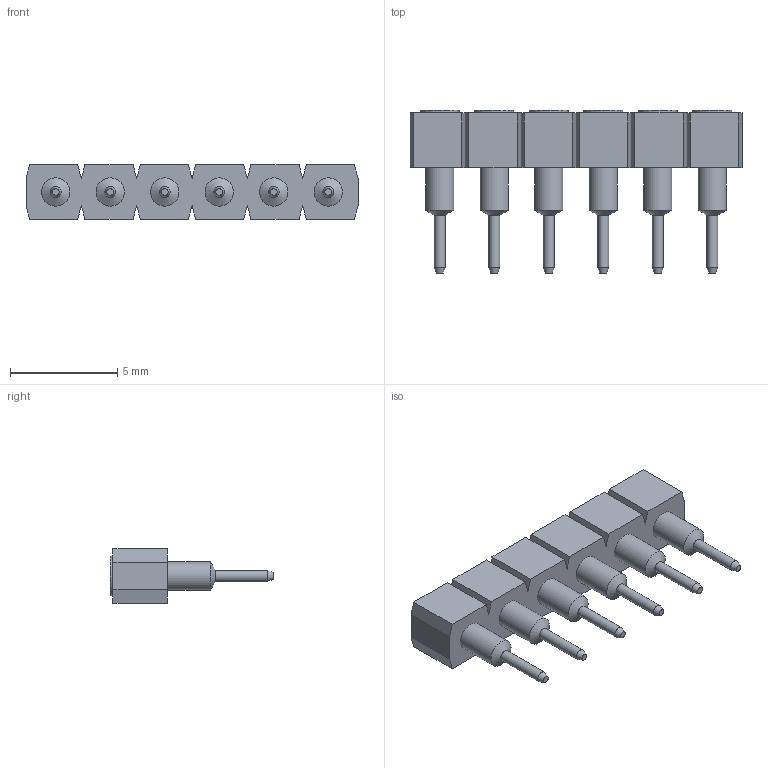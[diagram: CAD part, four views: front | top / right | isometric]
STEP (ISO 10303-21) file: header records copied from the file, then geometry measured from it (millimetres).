
FILE_DESCRIPTION( ( 'STEP AP214' ), ' ' );
FILE_NAME( 'SS-106-G-2.stp', '2016-03-05T20:05:39', ( '' ), ( '' ), ' ', 'PARTsolutions', ' ' );
FILE_SCHEMA( ( 'AUTOMOTIVE_DESIGN { 1 0 10303 214 1 1 1 1 }' ) );
Length unit declared in the file: inch
Products named in the file (3): SS-106-G-2; _SS-106-G-2_socket; _SS-106-G-2_pins
Assembly tree (7 placements, depth 2):
  SS-106-G-2
    _SS-106-G-2_socket
    _SS-106-G-2_pins  x6
Bounding box: 15.47 x 7.62 x 2.54 mm (x, y, z)
Volume: 107 mm3; surface area: 491.7 mm2
Topology: 7 solids, 7 shells, 154 faces, 330 edges, 208 vertices
Faces by surface type: plane 70, cylinder 48, cone 36
Full cylindrical faces by diameter (mm): 0.305 x6, 0.508 x6, 0.752 x6, 1.321 x18, 1.829 x12
Entity records: 2722 total; most frequent: DIRECTION 356, CARTESIAN_POINT 351, ORIENTED_EDGE 306, EDGE_CURVE 153, AXIS2_PLACEMENT_3D 121, EDGE_LOOP 118, VERTEX_POINT 116, LINE 114
